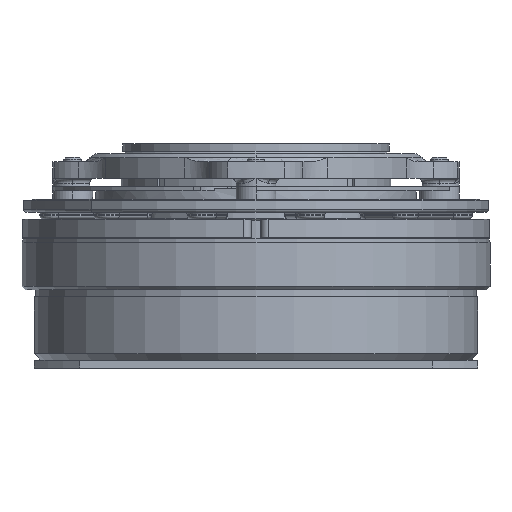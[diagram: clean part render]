
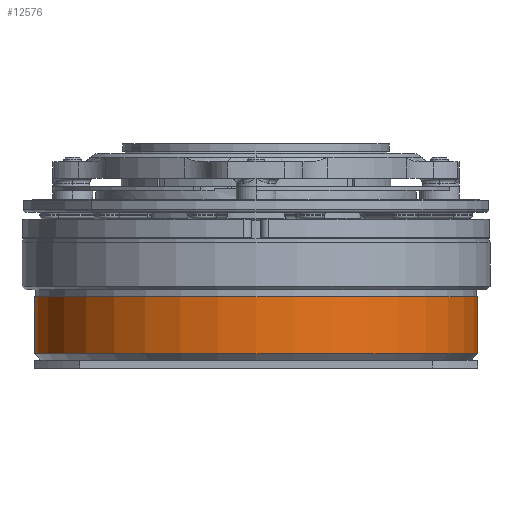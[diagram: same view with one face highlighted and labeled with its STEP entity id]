
A CAD part, front view. The second image highlights one B-rep face of the part: STEP entity #12576.
In plain terms, the highlighted cylindrical face has radius 66.5 mm (diameter 133 mm), a partial arc.
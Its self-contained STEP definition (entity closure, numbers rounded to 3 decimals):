
#1459 = CYLINDRICAL_SURFACE ( 'NONE', #1461, 66.5 ) ;
#1460 = CARTESIAN_POINT ( 'NONE',  ( 0., 0., 30. ) ) ;
#1461 = AXIS2_PLACEMENT_3D ( 'NONE', #1460, #1522, #1521 ) ;
#1462 = FACE_OUTER_BOUND ( 'NONE', #12577, .T. ) ;
#1499 = DIRECTION ( 'NONE',  ( 0., 0., -1. ) ) ;
#1500 = VECTOR ( 'NONE', #1499, 1000. ) ;
#1501 = CARTESIAN_POINT ( 'NONE',  ( -66.5, 0., 30. ) ) ;
#1502 = LINE ( 'NONE', #1501, #1500 ) ;
#1521 = DIRECTION ( 'NONE',  ( -1., 0., 0. ) ) ;
#1522 = DIRECTION ( 'NONE',  ( 0., 0., -1. ) ) ;
#1584 = CARTESIAN_POINT ( 'NONE',  ( -66.5, 0., 2. ) ) ;
#1624 = DIRECTION ( 'NONE',  ( 0., 0., -1. ) ) ;
#1625 = VECTOR ( 'NONE', #1624, 1000. ) ;
#1626 = CARTESIAN_POINT ( 'NONE',  ( 66.5, 0., 30. ) ) ;
#1627 = LINE ( 'NONE', #1626, #1625 ) ;
#1632 = CARTESIAN_POINT ( 'NONE',  ( -66.5, 0., 19. ) ) ;
#1633 = CARTESIAN_POINT ( 'NONE',  ( 66.5, 0., 19. ) ) ;
#1760 = DIRECTION ( 'NONE',  ( 1., 0., 0. ) ) ;
#1761 = DIRECTION ( 'NONE',  ( 0., 0., 1. ) ) ;
#1762 = CARTESIAN_POINT ( 'NONE',  ( 0., 0., 2. ) ) ;
#1763 = AXIS2_PLACEMENT_3D ( 'NONE', #1762, #1761, #1760 ) ;
#1769 = CIRCLE ( 'NONE', #1763, 66.5 ) ;
#1800 = DIRECTION ( 'NONE',  ( 1., 0., 0. ) ) ;
#1801 = DIRECTION ( 'NONE',  ( 0., 0., 1. ) ) ;
#1802 = CARTESIAN_POINT ( 'NONE',  ( 0., 0., 19. ) ) ;
#1803 = AXIS2_PLACEMENT_3D ( 'NONE', #1802, #1801, #1800 ) ;
#1804 = CIRCLE ( 'NONE', #1803, 66.5 ) ;
#1940 = CARTESIAN_POINT ( 'NONE',  ( 66.5, 0., 2. ) ) ;
#12576 = ADVANCED_FACE ( 'NONE', ( #1462 ), #1459, .T. ) ;
#12577 = EDGE_LOOP ( 'NONE', ( #12579, #12581, #12739, #12742 ) ) ;
#12579 = ORIENTED_EDGE ( 'NONE', *, *, #12666, .F. ) ;
#12581 = ORIENTED_EDGE ( 'NONE', *, *, #12738, .F. ) ;
#12596 = EDGE_CURVE ( 'NONE', #12663, #12615, #1502, .T. ) ;
#12615 = VERTEX_POINT ( 'NONE', #1584 ) ;
#12662 = VERTEX_POINT ( 'NONE', #1633 ) ;
#12663 = VERTEX_POINT ( 'NONE', #1632 ) ;
#12666 = EDGE_CURVE ( 'NONE', #12662, #12811, #1627, .T. ) ;
#12730 = EDGE_CURVE ( 'NONE', #12615, #12811, #1769, .T. ) ;
#12738 = EDGE_CURVE ( 'NONE', #12663, #12662, #1804, .T. ) ;
#12739 = ORIENTED_EDGE ( 'NONE', *, *, #12596, .T. ) ;
#12742 = ORIENTED_EDGE ( 'NONE', *, *, #12730, .T. ) ;
#12811 = VERTEX_POINT ( 'NONE', #1940 ) ;
